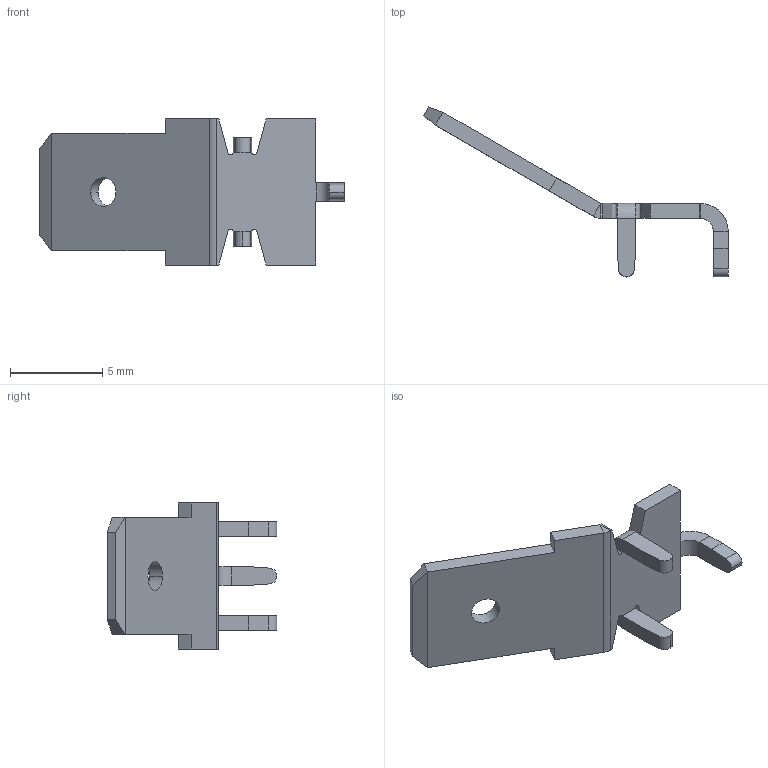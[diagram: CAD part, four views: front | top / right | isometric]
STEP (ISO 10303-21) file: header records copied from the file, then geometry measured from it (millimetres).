
FILE_DESCRIPTION (( 'STEP AP214' ), '1' );
FILE_NAME ('4908_D.STEP', '2012-09-24T20:30:45', ( 'Richard Maletta' ), ( '' ), 'SwSTEP 2.0', 'SolidWorks 2009', '' );
FILE_SCHEMA (( 'AUTOMOTIVE_DESIGN' ));
Length unit declared in the file: inch
Products named in the file (1): 4908_D
Bounding box: 16.52 x 9.22 x 7.92 mm (x, y, z)
Volume: 95 mm3; surface area: 299.9 mm2
Topology: 1 solids, 1 shells, 81 faces, 198 edges, 120 vertices
Faces by surface type: plane 65, cylinder 16
Entity records: 2360 total; most frequent: CARTESIAN_POINT 400, ORIENTED_EDGE 396, DIRECTION 394, EDGE_CURVE 198, LINE 166, VECTOR 166, VERTEX_POINT 120, AXIS2_PLACEMENT_3D 114
